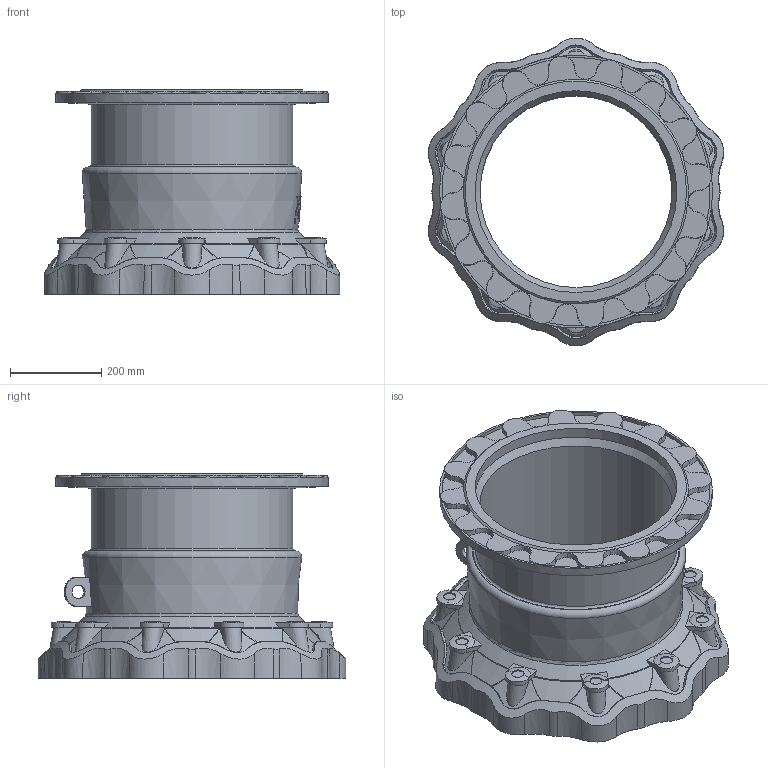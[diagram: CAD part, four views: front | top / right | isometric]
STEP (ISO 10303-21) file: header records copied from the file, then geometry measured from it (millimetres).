
FILE_DESCRIPTION (( 'STEP AP203' ), '1' );
FILE_NAME ('O_633_00_DN400_AA2_step.step', '2016-05-19T07:56:31', ( 'Windows User' ), ( 'AVK' ), 'SwSTEP 2.0', 'SolidWorks 2012', '' );
FILE_SCHEMA (( 'CONFIG_CONTROL_DESIGN' ));
Length unit declared in the file: millimetre
Products named in the file (1): O_633_00_DN400_AA2_step
Bounding box: 646.56 x 673.76 x 448.69 mm (x, y, z)
Volume: 28798219.4 mm3; surface area: 1940370.1 mm2
Topology: 1 solids, 1 shells, 581 faces, 1746 edges, 1172 vertices
Faces by surface type: bspline 181, plane 174, cylinder 104, cone 99, torus 23
Full cylindrical faces by diameter (mm): 30 x1, 420 x1, 441 x1, 442 x2, 597 x1
Entity records: 34181 total; most frequent: CARTESIAN_POINT 20530, ORIENTED_EDGE 3440, DIRECTION 2085, EDGE_CURVE 1720, VERTEX_POINT 1164, AXIS2_PLACEMENT_3D 849, B_SPLINE_CURVE_WITH_KNOTS 788, EDGE_LOOP 606
